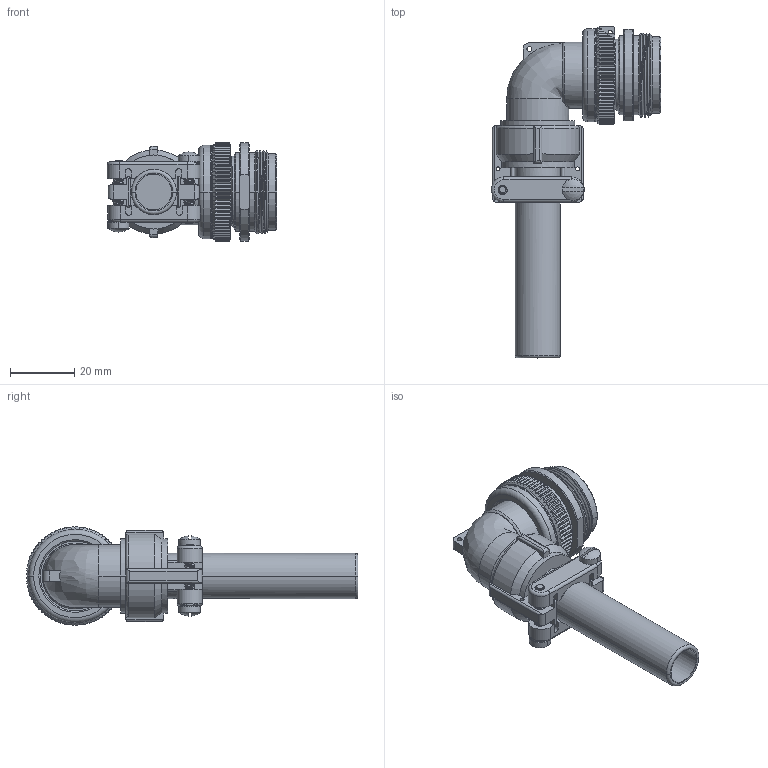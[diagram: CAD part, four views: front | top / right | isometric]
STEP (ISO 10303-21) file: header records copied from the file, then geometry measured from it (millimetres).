
FILE_DESCRIPTION((''),'2;1');
FILE_NAME('13304CG16','2021-04-06T16:11:26',('cgregory'),('NET AG system integration'),'CREO PARAMETRIC BY PTC INC, 2019292','CREO PARAMETRIC BY PTC INC, 2019292','');
FILE_SCHEMA(('AUTOMOTIVE_DESIGN { 1 0 10303 214 1 1 1 1 }'));
Length unit declared in the file: millimetre
Products named in the file (1): 13304CG16
Bounding box: 52.56 x 102.95 x 30.49 mm (x, y, z)
Volume: 31330.3 mm3; surface area: 18464.2 mm2
Topology: 1 solids, 3 shells, 688 faces, 1946 edges, 1273 vertices
Faces by surface type: cylinder 266, plane 256, cone 93, bspline 44, torus 25, sphere 4
Entity records: 41798 total; most frequent: CARTESIAN_POINT 19892, ORIENTED_EDGE 3884, DIRECTION 3100, EDGE_CURVE 1942, VERTEX_POINT 1271, AXIS2_PLACEMENT_3D 1166, VECTOR 765, LINE 765
